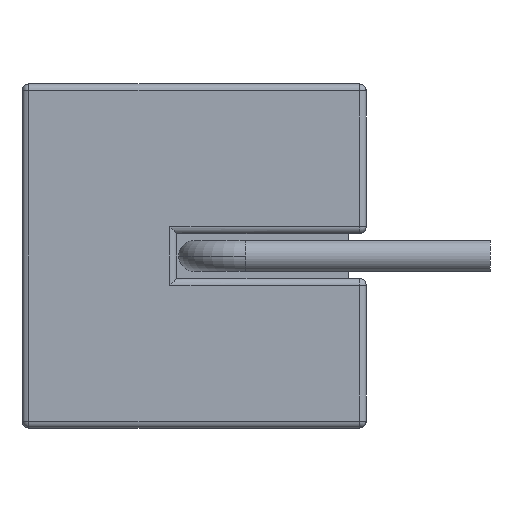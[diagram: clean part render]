
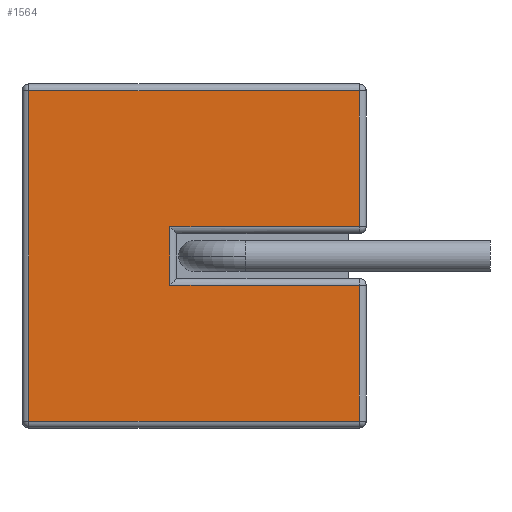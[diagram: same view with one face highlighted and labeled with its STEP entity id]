
A CAD part, left-side view. The second image highlights one B-rep face of the part: STEP entity #1564.
In plain terms, the highlighted planar face has unit normal (-1, 0, 0).
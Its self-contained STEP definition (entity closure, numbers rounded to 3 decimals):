
#323 = DIRECTION ( 'NONE',  ( 0., 1., 0. ) ) ;
#434 = LINE ( 'NONE', #9630, #9153 ) ;
#639 = EDGE_CURVE ( 'NONE', #15589, #15670, #2039, .T. ) ;
#1564 = ADVANCED_FACE ( 'NONE', ( #11637 ), #6971, .F. ) ;
#1641 = CARTESIAN_POINT ( 'NONE',  ( -24., 0.2, -4.8 ) ) ;
#2039 = LINE ( 'NONE', #12898, #16023 ) ;
#2918 = VECTOR ( 'NONE', #16474, 1000. ) ;
#2964 = VERTEX_POINT ( 'NONE', #17813 ) ;
#3018 = VECTOR ( 'NONE', #323, 1000. ) ;
#3232 = LINE ( 'NONE', #10852, #7491 ) ;
#3410 = AXIS2_PLACEMENT_3D ( 'NONE', #3949, #10126, #3840 ) ;
#3452 = LINE ( 'NONE', #9622, #13909 ) ;
#3533 = EDGE_CURVE ( 'NONE', #19658, #10448, #16670, .T. ) ;
#3629 = VERTEX_POINT ( 'NONE', #9431 ) ;
#3742 = CARTESIAN_POINT ( 'NONE',  ( -24., 0.2, 0.85 ) ) ;
#3840 = DIRECTION ( 'NONE',  ( 0., 0., -1. ) ) ;
#3861 = DIRECTION ( 'NONE',  ( 0., 0., 1. ) ) ;
#3919 = VECTOR ( 'NONE', #10163, 1000. ) ;
#3949 = CARTESIAN_POINT ( 'NONE',  ( -24., 10., -5. ) ) ;
#4085 = LINE ( 'NONE', #17891, #3919 ) ;
#4775 = CARTESIAN_POINT ( 'NONE',  ( -24., 10., 4.8 ) ) ;
#5178 = LINE ( 'NONE', #11256, #6507 ) ;
#5962 = ORIENTED_EDGE ( 'NONE', *, *, #9077, .T. ) ;
#6478 = DIRECTION ( 'NONE',  ( 0., 0., -1. ) ) ;
#6507 = VECTOR ( 'NONE', #3861, 1000. ) ;
#6971 = PLANE ( 'NONE',  #3410 ) ;
#6997 = EDGE_CURVE ( 'NONE', #11146, #15589, #5178, .T. ) ;
#7491 = VECTOR ( 'NONE', #12476, 1000. ) ;
#7579 = ORIENTED_EDGE ( 'NONE', *, *, #13040, .T. ) ;
#8094 = ORIENTED_EDGE ( 'NONE', *, *, #3533, .T. ) ;
#8627 = CARTESIAN_POINT ( 'NONE',  ( -24., 10., 0.85 ) ) ;
#8667 = CARTESIAN_POINT ( 'NONE',  ( -24., 0.2, 4.8 ) ) ;
#8712 = ORIENTED_EDGE ( 'NONE', *, *, #19118, .T. ) ;
#8929 = ORIENTED_EDGE ( 'NONE', *, *, #9067, .T. ) ;
#9067 = EDGE_CURVE ( 'NONE', #10570, #2964, #18789, .T. ) ;
#9077 = EDGE_CURVE ( 'NONE', #10448, #10570, #434, .T. ) ;
#9153 = VECTOR ( 'NONE', #14210, 1000. ) ;
#9431 = CARTESIAN_POINT ( 'NONE',  ( -24., 9.8, -4.8 ) ) ;
#9622 = CARTESIAN_POINT ( 'NONE',  ( -24., 9.8, -5. ) ) ;
#9630 = CARTESIAN_POINT ( 'NONE',  ( -24., 0.2, -5. ) ) ;
#10126 = DIRECTION ( 'NONE',  ( 1., 0., 0. ) ) ;
#10163 = DIRECTION ( 'NONE',  ( 0., 0., 1. ) ) ;
#10319 = ORIENTED_EDGE ( 'NONE', *, *, #6997, .T. ) ;
#10448 = VERTEX_POINT ( 'NONE', #3742 ) ;
#10570 = VERTEX_POINT ( 'NONE', #8667 ) ;
#10852 = CARTESIAN_POINT ( 'NONE',  ( -24., 10., -4.8 ) ) ;
#11146 = VERTEX_POINT ( 'NONE', #1641 ) ;
#11256 = CARTESIAN_POINT ( 'NONE',  ( -24., 0.2, -5. ) ) ;
#11605 = ORIENTED_EDGE ( 'NONE', *, *, #14082, .T. ) ;
#11637 = FACE_OUTER_BOUND ( 'NONE', #16013, .T. ) ;
#11810 = CARTESIAN_POINT ( 'NONE',  ( -24., 5.7, -0.85 ) ) ;
#12476 = DIRECTION ( 'NONE',  ( 0., -1., 0. ) ) ;
#12898 = CARTESIAN_POINT ( 'NONE',  ( -24., 10., -0.85 ) ) ;
#13040 = EDGE_CURVE ( 'NONE', #15670, #19658, #4085, .T. ) ;
#13909 = VECTOR ( 'NONE', #6478, 1000. ) ;
#14082 = EDGE_CURVE ( 'NONE', #2964, #3629, #3452, .T. ) ;
#14210 = DIRECTION ( 'NONE',  ( 0., 0., 1. ) ) ;
#15503 = ORIENTED_EDGE ( 'NONE', *, *, #639, .T. ) ;
#15589 = VERTEX_POINT ( 'NONE', #18940 ) ;
#15670 = VERTEX_POINT ( 'NONE', #11810 ) ;
#16013 = EDGE_LOOP ( 'NONE', ( #7579, #8094, #5962, #8929, #11605, #8712, #10319, #15503 ) ) ;
#16023 = VECTOR ( 'NONE', #17560, 1000. ) ;
#16474 = DIRECTION ( 'NONE',  ( 0., -1., 0. ) ) ;
#16670 = LINE ( 'NONE', #8627, #2918 ) ;
#16850 = CARTESIAN_POINT ( 'NONE',  ( -24., 5.7, 0.85 ) ) ;
#17560 = DIRECTION ( 'NONE',  ( 0., 1., 0. ) ) ;
#17813 = CARTESIAN_POINT ( 'NONE',  ( -24., 9.8, 4.8 ) ) ;
#17891 = CARTESIAN_POINT ( 'NONE',  ( -24., 5.7, -5. ) ) ;
#18789 = LINE ( 'NONE', #4775, #3018 ) ;
#18940 = CARTESIAN_POINT ( 'NONE',  ( -24., 0.2, -0.85 ) ) ;
#19118 = EDGE_CURVE ( 'NONE', #3629, #11146, #3232, .T. ) ;
#19658 = VERTEX_POINT ( 'NONE', #16850 ) ;
